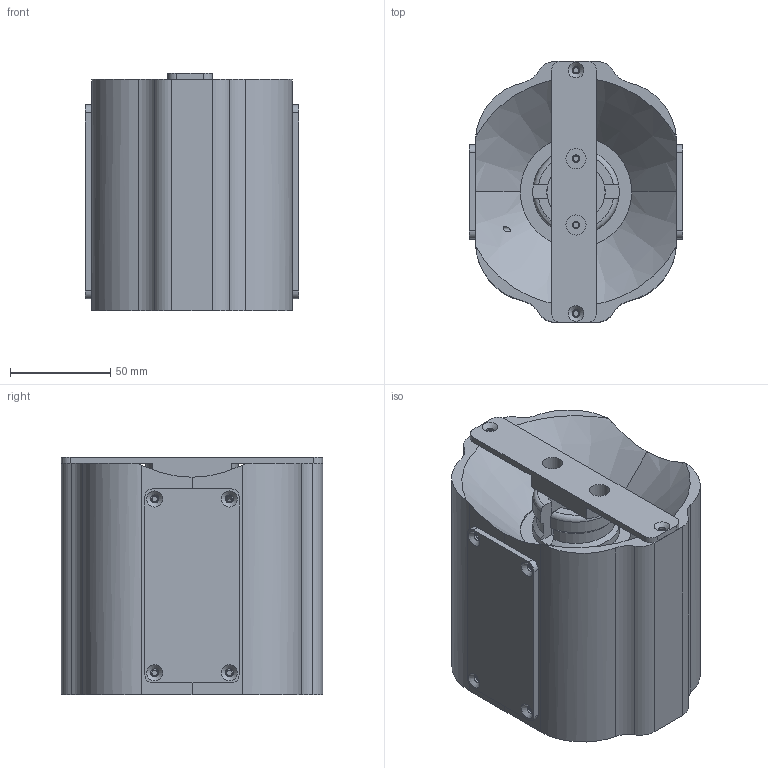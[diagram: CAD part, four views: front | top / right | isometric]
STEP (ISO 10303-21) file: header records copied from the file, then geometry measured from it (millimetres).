
FILE_DESCRIPTION(/* description */ (''),/* implementation_level */ '2;1');
FILE_NAME(/* name */ 'c08b2918-9505-4ca8-8719-43ba35e64a21.stp',/* time_stamp */ '2021-11-30T09:33:17+00:00',/* author */ (''),/* organization */ (''),/* preprocessor_version */ 'ST-DEVELOPER v18.1',/* originating_system */ 'Autodesk Translation Framework v10.10.0.1391',/* authorisation */ '');
FILE_SCHEMA (('AUTOMOTIVE_DESIGN { 1 0 10303 214 3 1 1 }'));
Length unit declared in the file: millimetre
Products named in the file (2): openDog V3_foot; silicone
Assembly tree (1 placements, depth 2):
  openDog V3_foot
    silicone
Bounding box: 106 x 130 x 118 mm (x, y, z)
Volume: 1114415.9 mm3; surface area: 168711.8 mm2
Topology: 7 solids, 7 shells, 145 faces, 353 edges, 232 vertices
Faces by surface type: cylinder 63, plane 56, cone 16, sphere 5, torus 5
Full cylindrical faces by diameter (mm): 2.8 x12, 3.8 x4, 4 x8, 10 x2, 19 x1, 29 x1, 43 x2, 55.438 x1
Entity records: 4465 total; most frequent: CARTESIAN_POINT 852, DIRECTION 789, ORIENTED_EDGE 696, EDGE_CURVE 348, AXIS2_PLACEMENT_3D 315, VERTEX_POINT 232, EDGE_LOOP 186, CIRCLE 167
